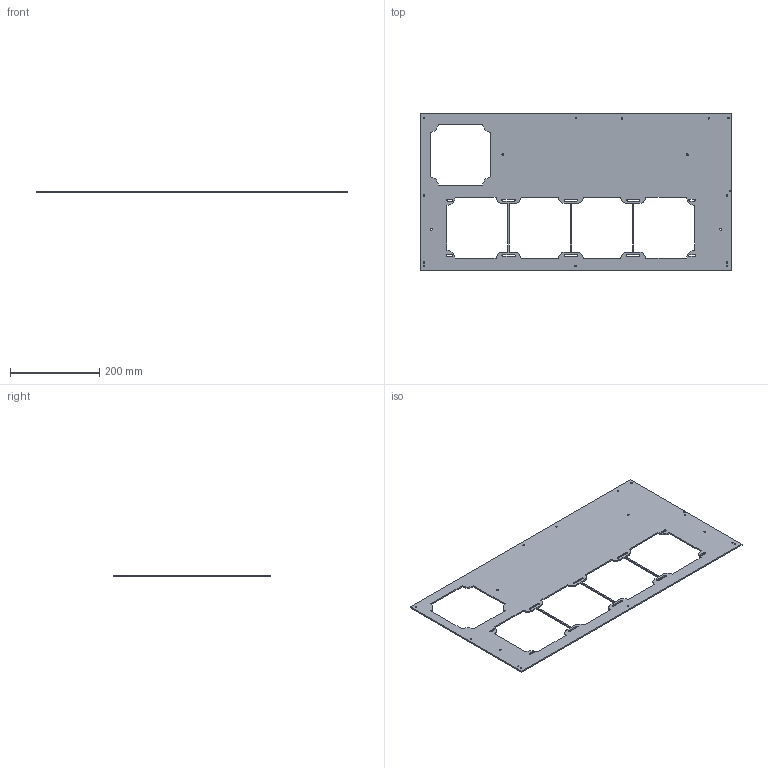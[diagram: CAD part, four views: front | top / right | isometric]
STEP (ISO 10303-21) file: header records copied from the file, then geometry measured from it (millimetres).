
FILE_DESCRIPTION (( 'STEP AP214' ), '1' );
FILE_NAME ('bottom.STEP', '2018-10-27T12:46:41', ( '' ), ( '' ), 'SwSTEP 2.0', 'SolidWorks 2018', '' );
FILE_SCHEMA (( 'AUTOMOTIVE_DESIGN' ));
Length unit declared in the file: millimetre
Products named in the file (1): bottom
Bounding box: 700 x 355 x 3 mm (x, y, z)
Volume: 478365.7 mm3; surface area: 335125.2 mm2
Topology: 1 solids, 1 shells, 166 faces, 492 edges, 328 vertices
Faces by surface type: cylinder 72, plane 58, bspline 36
Entity records: 8010 total; most frequent: CARTESIAN_POINT 3507, ORIENTED_EDGE 984, DIRECTION 826, EDGE_CURVE 492, VERTEX_POINT 328, LINE 276, VECTOR 276, AXIS2_PLACEMENT_3D 275
